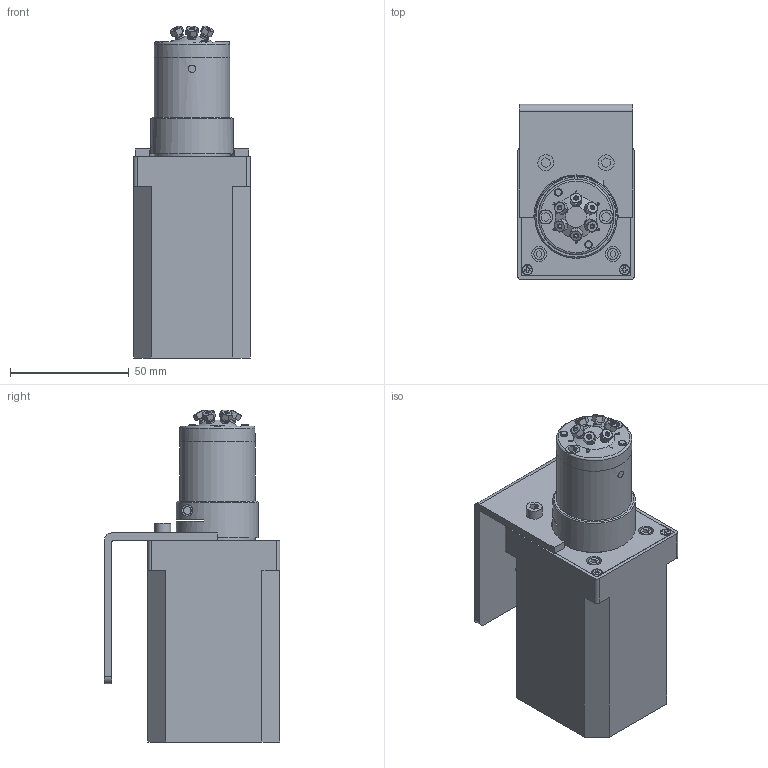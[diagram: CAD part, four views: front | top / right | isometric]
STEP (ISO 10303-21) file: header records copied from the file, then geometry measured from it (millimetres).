
FILE_DESCRIPTION((''),'2;1');
FILE_NAME('313441_Shrinkwrap_1.stp','2013-08-09T12:19:43',('Franzp'),(''),'Autodesk Inventor 2013','Autodesk Inventor 2013','');
FILE_SCHEMA(('AUTOMOTIVE_DESIGN { 1 0 10303 214 1 1 1 1 }'));
Length unit declared in the file: millimetre
Products named in the file (1): 313441_Shrinkwrap_1
Bounding box: 49.17 x 73.91 x 139.81 mm (x, y, z)
Surface area: 54364.1 mm2 (no closed solid volume)
Topology: 0 solids, 44 shells, 225 faces, 887 edges, 682 vertices
Faces by surface type: plane 151, cylinder 56, cone 17, torus 1
Full cylindrical faces by diameter (mm): 1.575 x7, 2.95 x2, 3.073 x6, 3.175 x1, 3.18 x1, 3.505 x6, 4.166 x1, 4.32 x2, 4.6 x2, 5.78 x3, 5.893 x1, 5.94 x1, 6.35 x2, 6.7 x2, 16.256 x1, 19.05 x1, 19.075 x1, 31.725 x1, 31.75 x2, 34.671 x1
Entity records: 9809 total; most frequent: CARTESIAN_POINT 2540, DIRECTION 1279, ORIENTED_EDGE 1187, EDGE_CURVE 814, VERTEX_POINT 670, VECTOR 431, LINE 431, AXIS2_PLACEMENT_3D 424
